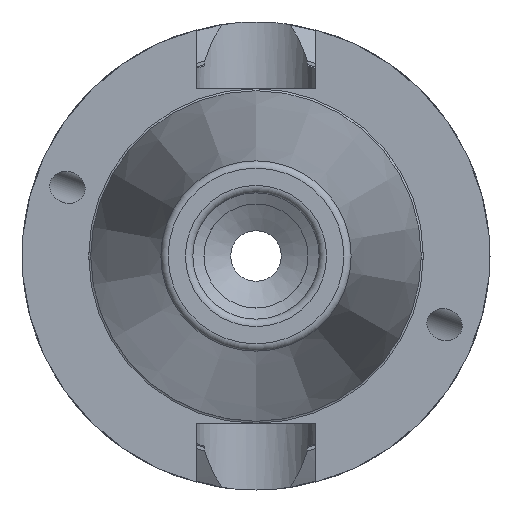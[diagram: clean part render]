
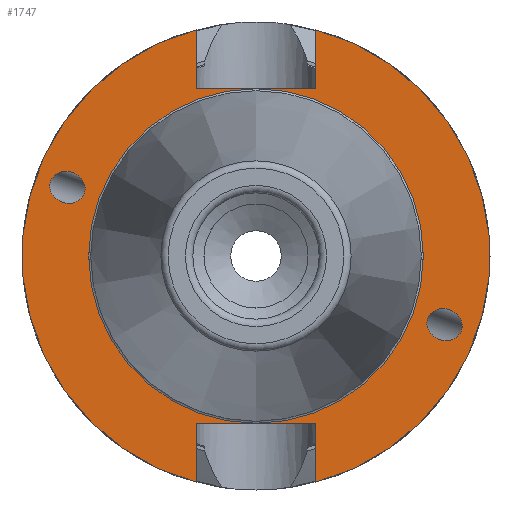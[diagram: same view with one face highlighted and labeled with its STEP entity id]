
A CAD part, left-side view. The second image highlights one B-rep face of the part: STEP entity #1747.
In plain terms, the highlighted planar face has unit normal (-1, 0, 0).
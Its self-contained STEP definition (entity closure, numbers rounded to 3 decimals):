
#18=ELLIPSE('',#1921,2.425,2.1);
#22=ELLIPSE('',#1926,2.425,2.1);
#46=FACE_BOUND('',#257,.T.);
#47=FACE_BOUND('',#258,.T.);
#48=FACE_BOUND('',#259,.T.);
#73=PLANE('',#1948);
#161=FACE_OUTER_BOUND('',#256,.T.);
#256=EDGE_LOOP('',(#1482,#1483,#1484,#1485,#1486,#1487,#1488,#1489));
#257=EDGE_LOOP('',(#1490));
#258=EDGE_LOOP('',(#1491));
#259=EDGE_LOOP('',(#1492,#1493));
#341=LINE('',#3211,#427);
#350=LINE('',#3327,#436);
#352=LINE('',#3330,#438);
#356=LINE('',#3402,#442);
#357=LINE('',#3404,#443);
#358=LINE('',#3406,#444);
#427=VECTOR('',#2341,10.);
#436=VECTOR('',#2356,10.);
#438=VECTOR('',#2360,10.);
#442=VECTOR('',#2396,10.);
#443=VECTOR('',#2397,10.);
#444=VECTOR('',#2398,10.);
#549=CIRCLE('',#1949,31.5);
#550=CIRCLE('',#1950,31.5);
#551=CIRCLE('',#1951,22.517);
#552=CIRCLE('',#1952,22.517);
#742=VERTEX_POINT('',#3033);
#746=VERTEX_POINT('',#3043);
#758=VERTEX_POINT('',#3208);
#759=VERTEX_POINT('',#3210);
#778=VERTEX_POINT('',#3324);
#779=VERTEX_POINT('',#3326);
#790=VERTEX_POINT('',#3399);
#791=VERTEX_POINT('',#3401);
#792=VERTEX_POINT('',#3403);
#793=VERTEX_POINT('',#3405);
#794=VERTEX_POINT('',#3408);
#795=VERTEX_POINT('',#3409);
#978=EDGE_CURVE('',#742,#742,#18,.T.);
#983=EDGE_CURVE('',#746,#746,#22,.T.);
#997=EDGE_CURVE('',#759,#758,#341,.T.);
#1019=EDGE_CURVE('',#779,#778,#350,.T.);
#1021=EDGE_CURVE('',#758,#779,#352,.T.);
#1038=EDGE_CURVE('',#778,#790,#549,.T.);
#1039=EDGE_CURVE('',#790,#791,#356,.T.);
#1040=EDGE_CURVE('',#791,#792,#357,.T.);
#1041=EDGE_CURVE('',#792,#793,#358,.T.);
#1042=EDGE_CURVE('',#793,#759,#550,.T.);
#1043=EDGE_CURVE('',#794,#795,#551,.T.);
#1044=EDGE_CURVE('',#795,#794,#552,.T.);
#1482=ORIENTED_EDGE('',*,*,#997,.T.);
#1483=ORIENTED_EDGE('',*,*,#1021,.T.);
#1484=ORIENTED_EDGE('',*,*,#1019,.T.);
#1485=ORIENTED_EDGE('',*,*,#1038,.T.);
#1486=ORIENTED_EDGE('',*,*,#1039,.T.);
#1487=ORIENTED_EDGE('',*,*,#1040,.T.);
#1488=ORIENTED_EDGE('',*,*,#1041,.T.);
#1489=ORIENTED_EDGE('',*,*,#1042,.T.);
#1490=ORIENTED_EDGE('',*,*,#978,.T.);
#1491=ORIENTED_EDGE('',*,*,#983,.T.);
#1492=ORIENTED_EDGE('',*,*,#1043,.F.);
#1493=ORIENTED_EDGE('',*,*,#1044,.F.);
#1747=ADVANCED_FACE('',(#161,#46,#47,#48),#73,.T.);
#1921=AXIS2_PLACEMENT_3D('',#3035,#2317,#2318);
#1926=AXIS2_PLACEMENT_3D('',#3045,#2328,#2329);
#1948=AXIS2_PLACEMENT_3D('',#3398,#2392,#2393);
#1949=AXIS2_PLACEMENT_3D('',#3400,#2394,#2395);
#1950=AXIS2_PLACEMENT_3D('',#3407,#2399,#2400);
#1951=AXIS2_PLACEMENT_3D('',#3410,#2401,#2402);
#1952=AXIS2_PLACEMENT_3D('',#3411,#2403,#2404);
#2317=DIRECTION('center_axis',(1.,0.,0.));
#2318=DIRECTION('ref_axis',(0.,-0.94,-0.342));
#2328=DIRECTION('center_axis',(1.,0.,0.));
#2329=DIRECTION('ref_axis',(0.,0.94,0.342));
#2341=DIRECTION('',(0.,0.,1.));
#2356=DIRECTION('',(0.,0.,-1.));
#2360=DIRECTION('',(0.,-1.,0.));
#2392=DIRECTION('center_axis',(-1.,0.,0.));
#2393=DIRECTION('ref_axis',(0.,0.,1.));
#2394=DIRECTION('center_axis',(-1.,0.,0.));
#2395=DIRECTION('ref_axis',(0.,0.,1.));
#2396=DIRECTION('',(0.,0.,-1.));
#2397=DIRECTION('',(0.,1.,0.));
#2398=DIRECTION('',(0.,0.,1.));
#2399=DIRECTION('center_axis',(-1.,0.,0.));
#2400=DIRECTION('ref_axis',(0.,0.,1.));
#2401=DIRECTION('center_axis',(-1.,0.,0.));
#2402=DIRECTION('ref_axis',(0.,0.,1.));
#2403=DIRECTION('center_axis',(-1.,0.,0.));
#2404=DIRECTION('ref_axis',(0.,0.,1.));
#3033=CARTESIAN_POINT('',(2.,-23.093,-8.405));
#3035=CARTESIAN_POINT('Origin',(2.,-25.372,-9.235));
#3043=CARTESIAN_POINT('',(2.,23.093,8.405));
#3045=CARTESIAN_POINT('Origin',(2.,25.372,9.235));
#3208=CARTESIAN_POINT('',(2.,8.05,-22.6));
#3210=CARTESIAN_POINT('',(2.,8.05,-30.454));
#3211=CARTESIAN_POINT('',(2.,8.05,2.204));
#3324=CARTESIAN_POINT('',(2.,-8.05,-30.454));
#3326=CARTESIAN_POINT('',(2.,-8.05,-22.6));
#3327=CARTESIAN_POINT('',(2.,-8.05,2.204));
#3330=CARTESIAN_POINT('',(2.,0.,-22.6));
#3398=CARTESIAN_POINT('Origin',(2.,0.,27.008));
#3399=CARTESIAN_POINT('',(2.,-8.05,30.454));
#3400=CARTESIAN_POINT('Origin',(2.,0.,0.));
#3401=CARTESIAN_POINT('',(2.,-8.05,22.6));
#3402=CARTESIAN_POINT('',(2.,-8.05,24.804));
#3403=CARTESIAN_POINT('',(2.,8.05,22.6));
#3404=CARTESIAN_POINT('',(2.,0.,22.6));
#3405=CARTESIAN_POINT('',(2.,8.05,30.454));
#3406=CARTESIAN_POINT('',(2.,8.05,24.804));
#3407=CARTESIAN_POINT('Origin',(2.,0.,0.));
#3408=CARTESIAN_POINT('',(2.,0.,22.517));
#3409=CARTESIAN_POINT('',(2.,0.,-22.517));
#3410=CARTESIAN_POINT('Origin',(2.,0.,0.));
#3411=CARTESIAN_POINT('Origin',(2.,0.,0.));
